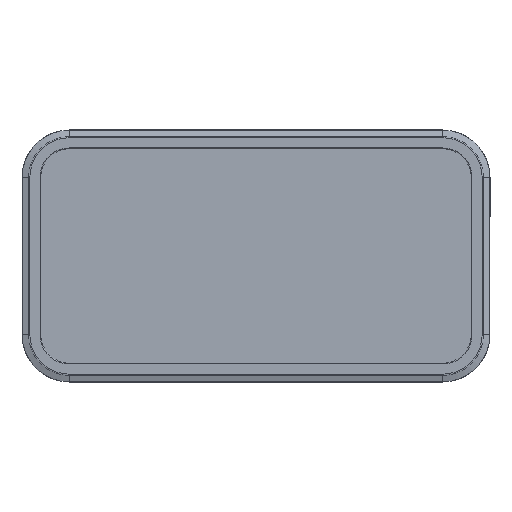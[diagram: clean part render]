
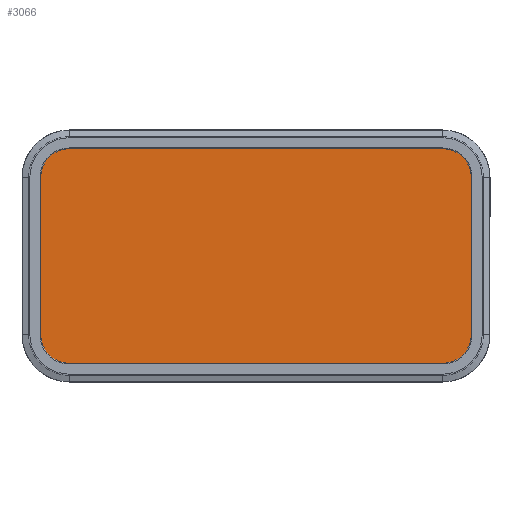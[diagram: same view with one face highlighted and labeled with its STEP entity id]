
A CAD part, top view. The second image highlights one B-rep face of the part: STEP entity #3066.
In plain terms, the highlighted planar face has unit normal (0, 0, 1).
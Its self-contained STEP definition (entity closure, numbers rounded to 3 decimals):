
#139 = VERTEX_POINT ( 'NONE', #3687 ) ;
#301 = CARTESIAN_POINT ( 'NONE',  ( 259.5, 109.5, 6.8 ) ) ;
#520 = DIRECTION ( 'NONE',  ( 1., 0., 0. ) ) ;
#839 = EDGE_CURVE ( 'NONE', #8477, #6663, #3131, .T. ) ;
#1124 = EDGE_LOOP ( 'NONE', ( #3820, #7279, #2531, #9089, #4408, #5489, #6042, #9839 ) ) ;
#1581 = PLANE ( 'NONE',  #8688 ) ;
#1810 = CARTESIAN_POINT ( 'NONE',  ( -259.5, -156., 6.8 ) ) ;
#2061 = DIRECTION ( 'NONE',  ( -1., 0., 0. ) ) ;
#2244 = DIRECTION ( 'NONE',  ( 1., 0., 0. ) ) ;
#2412 = VECTOR ( 'NONE', #8633, 1000. ) ;
#2531 = ORIENTED_EDGE ( 'NONE', *, *, #10167, .T. ) ;
#2567 = CARTESIAN_POINT ( 'NONE',  ( 306., 109.5, 6.8 ) ) ;
#2900 = CIRCLE ( 'NONE', #4860, 46.5 ) ;
#3066 = ADVANCED_FACE ( 'NONE', ( #10968 ), #1581, .T. ) ;
#3131 = LINE ( 'NONE', #1810, #10913 ) ;
#3378 = CIRCLE ( 'NONE', #5551, 46.5 ) ;
#3391 = CARTESIAN_POINT ( 'NONE',  ( -259.5, 156., 6.8 ) ) ;
#3473 = CARTESIAN_POINT ( 'NONE',  ( 259.5, -156., 6.8 ) ) ;
#3566 = DIRECTION ( 'NONE',  ( 0., 0., 1. ) ) ;
#3628 = AXIS2_PLACEMENT_3D ( 'NONE', #7614, #6333, #5036 ) ;
#3687 = CARTESIAN_POINT ( 'NONE',  ( -306., 109.5, 6.8 ) ) ;
#3820 = ORIENTED_EDGE ( 'NONE', *, *, #10479, .T. ) ;
#4408 = ORIENTED_EDGE ( 'NONE', *, *, #6177, .T. ) ;
#4712 = LINE ( 'NONE', #3391, #10317 ) ;
#4860 = AXIS2_PLACEMENT_3D ( 'NONE', #4886, #3566, #2244 ) ;
#4868 = CARTESIAN_POINT ( 'NONE',  ( -259.5, 156., 6.8 ) ) ;
#4886 = CARTESIAN_POINT ( 'NONE',  ( 259.5, -109.5, 6.8 ) ) ;
#5036 = DIRECTION ( 'NONE',  ( 1., 0., 0. ) ) ;
#5280 = CIRCLE ( 'NONE', #8290, 46.5 ) ;
#5489 = ORIENTED_EDGE ( 'NONE', *, *, #839, .T. ) ;
#5530 = CIRCLE ( 'NONE', #3628, 46.5 ) ;
#5551 = AXIS2_PLACEMENT_3D ( 'NONE', #10298, #9018, #7708 ) ;
#5631 = VERTEX_POINT ( 'NONE', #4868 ) ;
#5862 = EDGE_CURVE ( 'NONE', #6663, #9706, #2900, .T. ) ;
#6001 = VERTEX_POINT ( 'NONE', #7243 ) ;
#6042 = ORIENTED_EDGE ( 'NONE', *, *, #5862, .T. ) ;
#6177 = EDGE_CURVE ( 'NONE', #6001, #8477, #5280, .T. ) ;
#6333 = DIRECTION ( 'NONE',  ( 0., 0., 1. ) ) ;
#6663 = VERTEX_POINT ( 'NONE', #3473 ) ;
#7243 = CARTESIAN_POINT ( 'NONE',  ( -306., -109.5, 6.8 ) ) ;
#7279 = ORIENTED_EDGE ( 'NONE', *, *, #11686, .T. ) ;
#7604 = DIRECTION ( 'NONE',  ( 0., 1., 0. ) ) ;
#7614 = CARTESIAN_POINT ( 'NONE',  ( 259.5, 109.5, 6.8 ) ) ;
#7704 = VECTOR ( 'NONE', #7604, 1000. ) ;
#7708 = DIRECTION ( 'NONE',  ( -1., 0., 0. ) ) ;
#7849 = VERTEX_POINT ( 'NONE', #8262 ) ;
#8262 = CARTESIAN_POINT ( 'NONE',  ( 259.5, 156., 6.8 ) ) ;
#8290 = AXIS2_PLACEMENT_3D ( 'NONE', #11894, #10600, #9312 ) ;
#8477 = VERTEX_POINT ( 'NONE', #12246 ) ;
#8633 = DIRECTION ( 'NONE',  ( 0., -1., 0. ) ) ;
#8688 = AXIS2_PLACEMENT_3D ( 'NONE', #301, #11704, #10408 ) ;
#8920 = CARTESIAN_POINT ( 'NONE',  ( 306., 109.5, 6.8 ) ) ;
#9018 = DIRECTION ( 'NONE',  ( 0., 0., 1. ) ) ;
#9089 = ORIENTED_EDGE ( 'NONE', *, *, #10074, .T. ) ;
#9312 = DIRECTION ( 'NONE',  ( -1., 0., 0. ) ) ;
#9706 = VERTEX_POINT ( 'NONE', #10011 ) ;
#9798 = VERTEX_POINT ( 'NONE', #2567 ) ;
#9839 = ORIENTED_EDGE ( 'NONE', *, *, #11653, .T. ) ;
#9919 = CARTESIAN_POINT ( 'NONE',  ( -306., 109.5, 6.8 ) ) ;
#10011 = CARTESIAN_POINT ( 'NONE',  ( 306., -109.5, 6.8 ) ) ;
#10074 = EDGE_CURVE ( 'NONE', #139, #6001, #11208, .T. ) ;
#10167 = EDGE_CURVE ( 'NONE', #5631, #139, #3378, .T. ) ;
#10206 = LINE ( 'NONE', #8920, #7704 ) ;
#10298 = CARTESIAN_POINT ( 'NONE',  ( -259.5, 109.5, 6.8 ) ) ;
#10317 = VECTOR ( 'NONE', #2061, 1000. ) ;
#10408 = DIRECTION ( 'NONE',  ( 1., 0., 0. ) ) ;
#10479 = EDGE_CURVE ( 'NONE', #9798, #7849, #5530, .T. ) ;
#10600 = DIRECTION ( 'NONE',  ( 0., 0., 1. ) ) ;
#10913 = VECTOR ( 'NONE', #520, 1000. ) ;
#10968 = FACE_OUTER_BOUND ( 'NONE', #1124, .T. ) ;
#11208 = LINE ( 'NONE', #9919, #2412 ) ;
#11653 = EDGE_CURVE ( 'NONE', #9706, #9798, #10206, .T. ) ;
#11686 = EDGE_CURVE ( 'NONE', #7849, #5631, #4712, .T. ) ;
#11704 = DIRECTION ( 'NONE',  ( 0., 0., 1. ) ) ;
#11894 = CARTESIAN_POINT ( 'NONE',  ( -259.5, -109.5, 6.8 ) ) ;
#12246 = CARTESIAN_POINT ( 'NONE',  ( -259.5, -156., 6.8 ) ) ;
